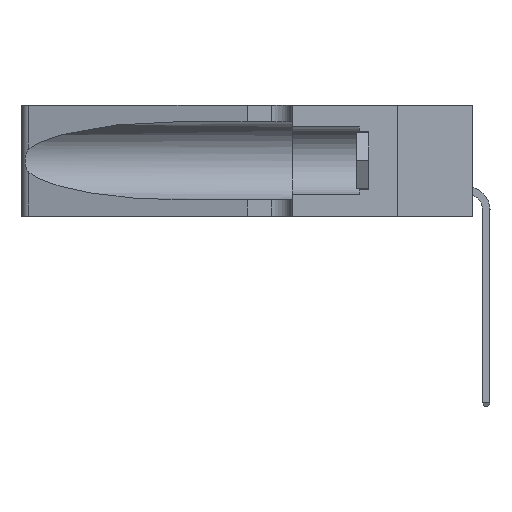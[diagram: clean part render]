
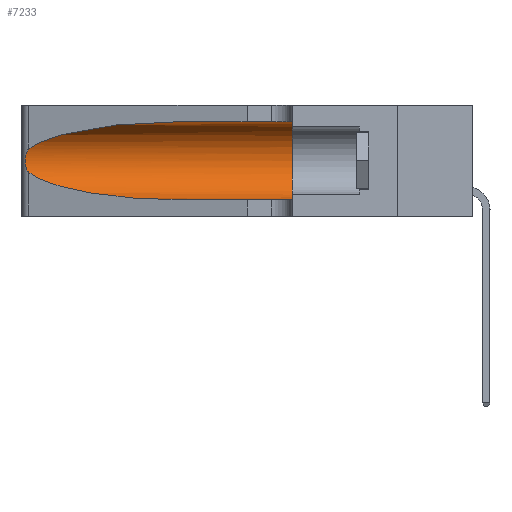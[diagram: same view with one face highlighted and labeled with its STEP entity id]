
A CAD part, left-side view. The second image highlights one B-rep face of the part: STEP entity #7233.
In plain terms, the highlighted cylindrical face has radius 3.308 mm (diameter 6.617 mm), a partial arc.
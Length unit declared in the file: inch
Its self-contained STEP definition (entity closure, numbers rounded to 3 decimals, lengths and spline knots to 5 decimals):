
#1371 = DIRECTION ( 'NONE',  ( 0., -1., 0. ) ) ;
#1486 = DIRECTION ( 'NONE',  ( 0., 0., -1. ) ) ;
#2379 = EDGE_CURVE ( 'NONE', #3368, #20738, #3679, .T. ) ;
#2438 = CARTESIAN_POINT ( 'NONE',  ( 0.1305, 0.72297, 0.31525 ) ) ;
#2711 = EDGE_CURVE ( 'NONE', #3970, #3368, #12938, .T. ) ;
#3048 = EDGE_CURVE ( 'NONE', #33515, #19421, #3497, .T. ) ;
#3368 = VERTEX_POINT ( 'NONE', #5101 ) ;
#3424 = EDGE_CURVE ( 'NONE', #20738, #28020, #13945, .T. ) ;
#3497 = LINE ( 'NONE', #5684, #13170 ) ;
#3679 =( BOUNDED_CURVE ( )  B_SPLINE_CURVE ( 3, ( #14490, #14373, #14719, #30219 ),
 .UNSPECIFIED., .F., .T. ) 
 B_SPLINE_CURVE_WITH_KNOTS ( ( 4, 4 ),
 ( 3.44316, 4.71239 ),
 .UNSPECIFIED. ) 
 CURVE ( )  GEOMETRIC_REPRESENTATION_ITEM ( )  RATIONAL_B_SPLINE_CURVE ( ( 1., 0.87, 0.87, 1. ) ) 
 REPRESENTATION_ITEM ( '' )  );
#3970 = VERTEX_POINT ( 'NONE', #6138 ) ;
#4992 = ORIENTED_EDGE ( 'NONE', *, *, #3048, .F. ) ;
#5101 = CARTESIAN_POINT ( 'NONE',  ( 0.25487, 1.22718, 0.14631 ) ) ;
#5684 = CARTESIAN_POINT ( 'NONE',  ( 0.1305, 1.61858, 0.31525 ) ) ;
#5752 = CIRCLE ( 'NONE', #26619, 0.13025 ) ;
#6138 = CARTESIAN_POINT ( 'NONE',  ( 0.25487, 1.22718, 0.22369 ) ) ;
#6948 = CARTESIAN_POINT ( 'NONE',  ( 0.26018, 1.23835, 0.19895 ) ) ;
#7233 = ADVANCED_FACE ( 'NONE', ( #14494 ), #17365, .F. ) ;
#7647 = EDGE_CURVE ( 'NONE', #33515, #3970, #22251, .T. ) ;
#7733 = CARTESIAN_POINT ( 'NONE',  ( 0.1305, 0.35, 0.31525 ) ) ;
#7807 = DIRECTION ( 'NONE',  ( 0., 0., 1. ) ) ;
#9780 = CARTESIAN_POINT ( 'NONE',  ( 0.25639, 1.23186, 0.15144 ) ) ;
#11035 = ORIENTED_EDGE ( 'NONE', *, *, #2379, .T. ) ;
#12112 = DIRECTION ( 'NONE',  ( 0., -1., 0. ) ) ;
#12141 = CARTESIAN_POINT ( 'NONE',  ( 0.25854, 1.2359, 0.20912 ) ) ;
#12363 = CARTESIAN_POINT ( 'NONE',  ( 0.25856, 1.23593, 0.16098 ) ) ;
#12609 = CARTESIAN_POINT ( 'NONE',  ( 0.25487, 1.22718, 0.14631 ) ) ;
#12938 = B_SPLINE_CURVE_WITH_KNOTS ( 'NONE', 3,
 ( #15251, #25824, #30800, #30906, #12141, #6948, #15047, #20391, #28459, #12363, #25701, #9780, #28354, #12609 ),
 .UNSPECIFIED., .F., .F.,
 ( 4, 2, 2, 2, 2, 2, 4 ),
 ( 0., 0.00027, 0.00053, 0.00107, 0.0016, 0.00187, 0.00214 ),
 .UNSPECIFIED. ) ;
#13170 = VECTOR ( 'NONE', #29715, 39.37008 ) ;
#13531 = DIRECTION ( 'NONE',  ( 0., 1., 0. ) ) ;
#13873 = CARTESIAN_POINT ( 'NONE',  ( 0.1305, 0.35, 0.05475 ) ) ;
#13945 = LINE ( 'NONE', #33534, #30539 ) ;
#14373 = CARTESIAN_POINT ( 'NONE',  ( 0.2373, 1.15595, 0.08982 ) ) ;
#14490 = CARTESIAN_POINT ( 'NONE',  ( 0.25487, 1.22718, 0.14631 ) ) ;
#14494 = FACE_OUTER_BOUND ( 'NONE', #14714, .T. ) ;
#14714 = EDGE_LOOP ( 'NONE', ( #28520, #28065, #11035, #23084, #25965, #4992 ) ) ;
#14719 = CARTESIAN_POINT ( 'NONE',  ( 0.18966, 0.96281, 0.05475 ) ) ;
#15047 = CARTESIAN_POINT ( 'NONE',  ( 0.26075, 1.23896, 0.19203 ) ) ;
#15251 = CARTESIAN_POINT ( 'NONE',  ( 0.25487, 1.22718, 0.22369 ) ) ;
#17365 = CYLINDRICAL_SURFACE ( 'NONE', #30610, 0.13025 ) ;
#17480 = CARTESIAN_POINT ( 'NONE',  ( 0.1305, 1.61858, 0.185 ) ) ;
#18121 = CARTESIAN_POINT ( 'NONE',  ( 0.1305, 0.72297, 0.31525 ) ) ;
#19421 = VERTEX_POINT ( 'NONE', #7733 ) ;
#20391 = CARTESIAN_POINT ( 'NONE',  ( 0.26075, 1.23896, 0.178 ) ) ;
#20738 = VERTEX_POINT ( 'NONE', #30130 ) ;
#22251 =( BOUNDED_CURVE ( )  B_SPLINE_CURVE ( 3, ( #18121, #31474, #28457, #33790 ),
 .UNSPECIFIED., .F., .T. ) 
 B_SPLINE_CURVE_WITH_KNOTS ( ( 4, 4 ),
 ( 1.5708, 2.84003 ),
 .UNSPECIFIED. ) 
 CURVE ( )  GEOMETRIC_REPRESENTATION_ITEM ( )  RATIONAL_B_SPLINE_CURVE ( ( 1., 0.87, 0.87, 1. ) ) 
 REPRESENTATION_ITEM ( '' )  );
#23084 = ORIENTED_EDGE ( 'NONE', *, *, #3424, .T. ) ;
#25701 = CARTESIAN_POINT ( 'NONE',  ( 0.25789, 1.23486, 0.15765 ) ) ;
#25824 = CARTESIAN_POINT ( 'NONE',  ( 0.25555, 1.22994, 0.2215 ) ) ;
#25965 = ORIENTED_EDGE ( 'NONE', *, *, #33477, .F. ) ;
#26619 = AXIS2_PLACEMENT_3D ( 'NONE', #31633, #13531, #7807 ) ;
#28020 = VERTEX_POINT ( 'NONE', #13873 ) ;
#28065 = ORIENTED_EDGE ( 'NONE', *, *, #2711, .T. ) ;
#28354 = CARTESIAN_POINT ( 'NONE',  ( 0.25555, 1.22993, 0.14849 ) ) ;
#28457 = CARTESIAN_POINT ( 'NONE',  ( 0.2373, 1.15595, 0.28018 ) ) ;
#28459 = CARTESIAN_POINT ( 'NONE',  ( 0.26017, 1.23833, 0.17102 ) ) ;
#28520 = ORIENTED_EDGE ( 'NONE', *, *, #7647, .T. ) ;
#29715 = DIRECTION ( 'NONE',  ( 0., -1., 0. ) ) ;
#30130 = CARTESIAN_POINT ( 'NONE',  ( 0.1305, 0.72297, 0.05475 ) ) ;
#30219 = CARTESIAN_POINT ( 'NONE',  ( 0.1305, 0.72297, 0.05475 ) ) ;
#30539 = VECTOR ( 'NONE', #12112, 39.37008 ) ;
#30610 = AXIS2_PLACEMENT_3D ( 'NONE', #17480, #1371, #1486 ) ;
#30800 = CARTESIAN_POINT ( 'NONE',  ( 0.25639, 1.23184, 0.21858 ) ) ;
#30906 = CARTESIAN_POINT ( 'NONE',  ( 0.25787, 1.23484, 0.2124 ) ) ;
#31474 = CARTESIAN_POINT ( 'NONE',  ( 0.18966, 0.96281, 0.31525 ) ) ;
#31633 = CARTESIAN_POINT ( 'NONE',  ( 0.1305, 0.35, 0.185 ) ) ;
#33477 = EDGE_CURVE ( 'NONE', #19421, #28020, #5752, .T. ) ;
#33515 = VERTEX_POINT ( 'NONE', #2438 ) ;
#33534 = CARTESIAN_POINT ( 'NONE',  ( 0.1305, 1.61858, 0.05475 ) ) ;
#33790 = CARTESIAN_POINT ( 'NONE',  ( 0.25487, 1.22718, 0.22369 ) ) ;
